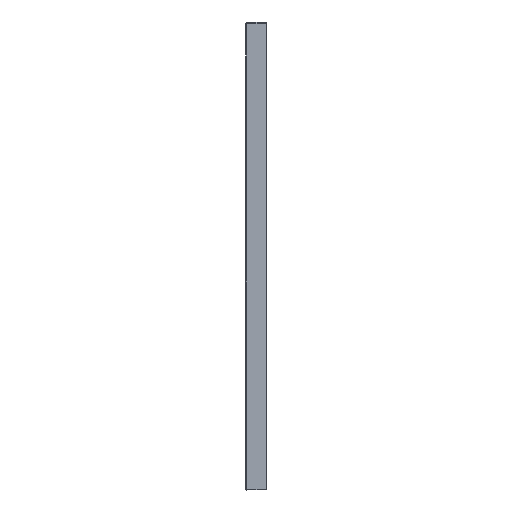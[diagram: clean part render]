
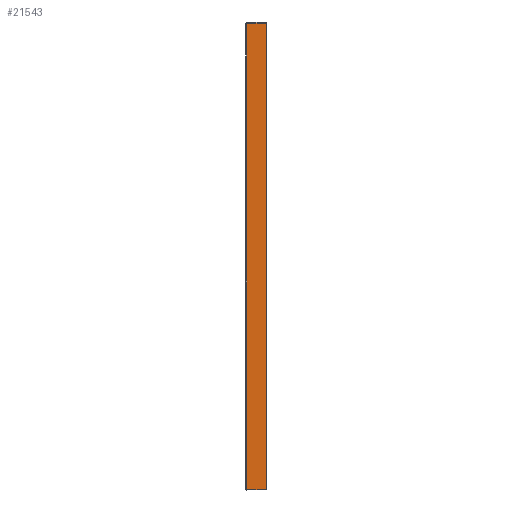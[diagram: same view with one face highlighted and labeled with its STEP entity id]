
A CAD part, left-side view. The second image highlights one B-rep face of the part: STEP entity #21543.
In plain terms, the highlighted planar face has unit normal (-0.999, 0.035, 0).
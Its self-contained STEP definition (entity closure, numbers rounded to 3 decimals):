
#482=CARTESIAN_POINT('',(-898.671,-1.986,
-152.5));
#483=CARTESIAN_POINT('',(-898.671,-1.986,
-121.007));
#484=CARTESIAN_POINT('',(-898.673,-1.971,
-58.115));
#485=CARTESIAN_POINT('',(-898.67,-1.936,38.551));
#486=CARTESIAN_POINT('',(-898.67,-1.926,103.725));
#487=CARTESIAN_POINT('',(-898.671,-1.93,137.5));
#489=DIRECTION('',(0.,0.,1.));
#490=VECTOR('',#489,390.);
#491=CARTESIAN_POINT('',(-898.671,-1.93,137.5));
#492=LINE('',#491,#490);
#493=CARTESIAN_POINT('',(-898.673,-1.986,527.5));
#494=CARTESIAN_POINT('',(-898.673,-1.986,539.318));
#495=CARTESIAN_POINT('',(-898.672,-1.98,562.791));
#496=CARTESIAN_POINT('',(-898.672,-1.959,598.348));
#497=CARTESIAN_POINT('',(-898.671,-1.941,622.087));
#498=CARTESIAN_POINT('',(-898.671,-1.932,634.172));
#500=DIRECTION('',(-0.035,-0.999,0.035));
#501=VECTOR('',#500,38.115);
#502=CARTESIAN_POINT('',(-898.671,-1.932,634.172));
#503=LINE('',#502,#501);
#504=DIRECTION('',(0.,0.,-1.));
#505=VECTOR('',#504,898.001);
#506=CARTESIAN_POINT('',(-900.,-40.,635.501));
#507=LINE('',#506,#505);
#536=DIRECTION('',(-0.035,-0.999,0.));
#537=VECTOR('',#536,38.056);
#538=CARTESIAN_POINT('',(-898.674,-1.967,
-262.5));
#539=LINE('',#538,#537);
#8861=DIRECTION('',(0.,0.,-1.));
#8862=VECTOR('',#8861,110.);
#8863=CARTESIAN_POINT('',(-898.671,-1.986,
-152.5));
#8864=LINE('',#8863,#8862);
#19446=CARTESIAN_POINT('',(-900.,-40.,-262.5));
#19447=VERTEX_POINT('',#19446);
#19448=CARTESIAN_POINT('',(-900.,-40.,
635.501));
#19449=VERTEX_POINT('',#19448);
#19619=CARTESIAN_POINT('',(-898.674,-1.967,
-262.5));
#19620=VERTEX_POINT('',#19619);
#19621=CARTESIAN_POINT('',(-898.671,-1.986,
-152.5));
#19622=VERTEX_POINT('',#19621);
#19623=VERTEX_POINT('',#487);
#19624=CARTESIAN_POINT('',(-898.673,-1.986,
527.5));
#19625=VERTEX_POINT('',#19624);
#19626=VERTEX_POINT('',#498);
#21524=CARTESIAN_POINT('',(-899.335,-20.964,
186.501));
#21525=DIRECTION('',(0.999,-0.035,0.));
#21526=DIRECTION('',(0.035,0.999,0.));
#21527=AXIS2_PLACEMENT_3D('',#21524,#21525,#21526);
#21528=PLANE('',#21527);
#21530=ORIENTED_EDGE('',*,*,#21529,.F.);
#21532=ORIENTED_EDGE('',*,*,#21531,.F.);
#21534=ORIENTED_EDGE('',*,*,#21533,.T.);
#21536=ORIENTED_EDGE('',*,*,#21535,.T.);
#21538=ORIENTED_EDGE('',*,*,#21537,.T.);
#21539=ORIENTED_EDGE('',*,*,#21516,.T.);
#21540=ORIENTED_EDGE('',*,*,#21268,.T.);
#21541=EDGE_LOOP('',(#21530,#21532,#21534,#21536,#21538,#21539,#21540));
#21542=FACE_OUTER_BOUND('',#21541,.F.);
#21543=ADVANCED_FACE('',(#21542),#21528,.F.);
#488=B_SPLINE_CURVE_WITH_KNOTS('',3,(#482,#483,#484,#485,#486,#487),
.UNSPECIFIED.,.F.,.F.,(4,1,1,4),(0.,0.326,0.651,1.),
.UNSPECIFIED.);
#499=B_SPLINE_CURVE_WITH_KNOTS('',3,(#493,#494,#495,#496,#497,#498),
.UNSPECIFIED.,.F.,.F.,(4,1,1,4),(0.,0.332,0.66,1.),
.UNSPECIFIED.);
#21268=EDGE_CURVE('',#19449,#19447,#507,.T.);
#21516=EDGE_CURVE('',#19626,#19449,#503,.T.);
#21529=EDGE_CURVE('',#19620,#19447,#539,.T.);
#21531=EDGE_CURVE('',#19622,#19620,#8864,.T.);
#21533=EDGE_CURVE('',#19622,#19623,#488,.T.);
#21535=EDGE_CURVE('',#19623,#19625,#492,.T.);
#21537=EDGE_CURVE('',#19625,#19626,#499,.T.);
